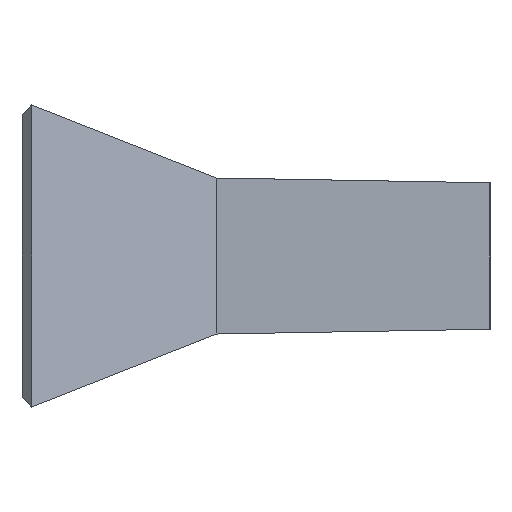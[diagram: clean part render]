
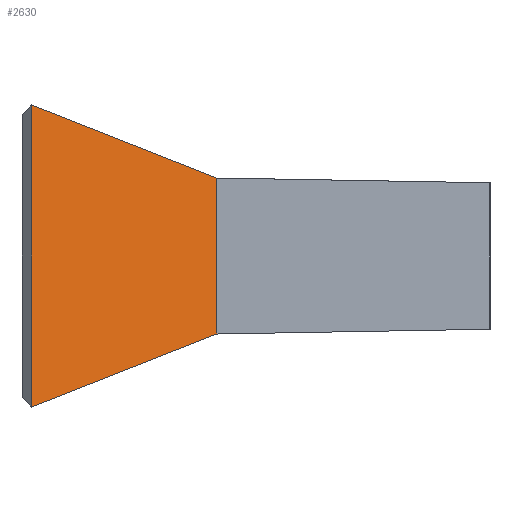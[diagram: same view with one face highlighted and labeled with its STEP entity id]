
A CAD part, left-side view. The second image highlights one B-rep face of the part: STEP entity #2630.
In plain terms, the highlighted planar face has unit normal (-0.93, -0.367, 0).
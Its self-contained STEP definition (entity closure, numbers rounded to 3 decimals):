
#100=CARTESIAN_POINT('',(25.,11.5,7.75));
#110=VERTEX_POINT('',#100);
#460=CARTESIAN_POINT('',(25.,11.5,0.));
#470=DIRECTION('',(0.,0.,1.));
#480=VECTOR('',#470,1.);
#490=LINE('',#460,#480);
#500=CARTESIAN_POINT('',(25.,11.5,-7.75));
#510=VERTEX_POINT('',#500);
#520=EDGE_CURVE('',#510,#110,#490,.T.);
#1250=CARTESIAN_POINT('',(29.539,0.,-3.211));
#1260=DIRECTION('',(0.345,-0.873,
0.345));
#1270=VECTOR('',#1260,1.);
#1280=LINE('',#1250,#1270);
#1290=CARTESIAN_POINT('',(28.75,2.,-4.));
#1300=VERTEX_POINT('',#1290);
#1310=EDGE_CURVE('',#510,#1300,#1280,.T.);
#2280=CARTESIAN_POINT('',(28.75,2.,4.));
#2290=VERTEX_POINT('',#2280);
#2420=CARTESIAN_POINT('',(21.279,20.926,-9.741))
;
#2430=DIRECTION('',(0.93,0.367,0.));
#2440=DIRECTION('',(0.367,-0.93,0.));
#2450=AXIS2_PLACEMENT_3D('',#2420,#2430,#2440);
#2460=PLANE('',#2450);
#2470=CARTESIAN_POINT('',(29.539,0.,3.211));
#2480=DIRECTION('',(0.345,-0.873,
-0.345));
#2490=VECTOR('',#2480,1.);
#2500=LINE('',#2470,#2490);
#2510=EDGE_CURVE('',#110,#2290,#2500,.T.);
#2520=ORIENTED_EDGE('',*,*,#2510,.F.);
#2530=CARTESIAN_POINT('',(28.75,2.,0.));
#2540=DIRECTION('',(0.,0.,-1.));
#2550=VECTOR('',#2540,1.);
#2560=LINE('',#2530,#2550);
#2570=EDGE_CURVE('',#2290,#1300,#2560,.T.);
#2580=ORIENTED_EDGE('',*,*,#2570,.F.);
#2590=ORIENTED_EDGE('',*,*,#1310,.T.);
#2600=ORIENTED_EDGE('',*,*,#520,.F.);
#2610=EDGE_LOOP('',(#2600,#2590,#2580,#2520));
#2620=FACE_OUTER_BOUND('',#2610,.T.);
#2630=ADVANCED_FACE('',(#2620),#2460,.F.);
